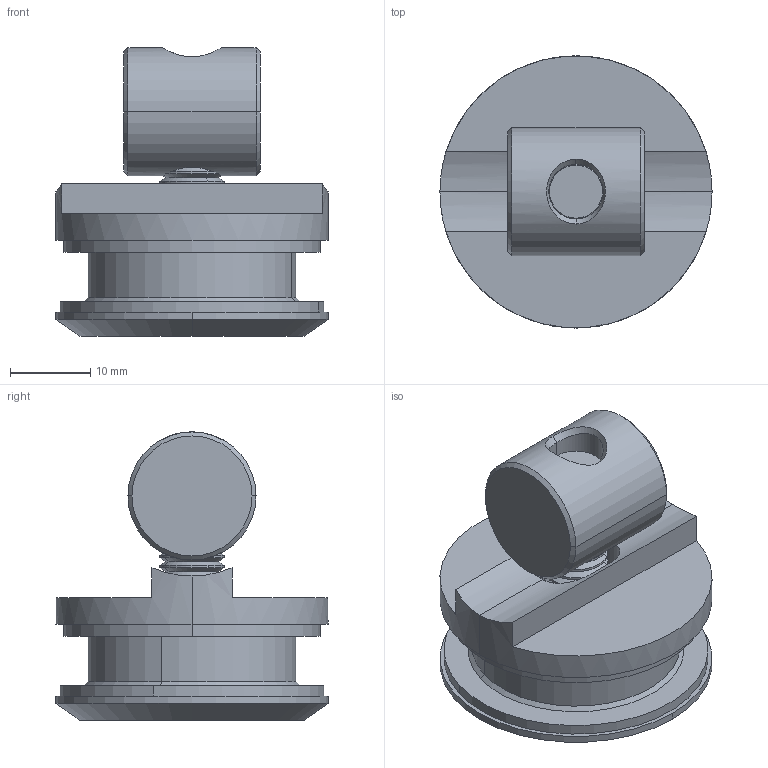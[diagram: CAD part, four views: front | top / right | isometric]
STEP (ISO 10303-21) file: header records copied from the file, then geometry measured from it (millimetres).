
FILE_DESCRIPTION (( 'STEP AP203' ), '1' );
FILE_NAME ('60821-240.STEP', '2018-07-26T13:26:54', ( '' ), ( '' ), 'SwSTEP 2.0', 'SolidWorks 2015', '' );
FILE_SCHEMA (( 'CONFIG_CONTROL_DESIGN' ));
Length unit declared in the file: millimetre
Products named in the file (7): 60821-240 Teil4_60821-240 Teil4; socket head cap screw_din_DIN 912 M8 x 20 --- 20S; 60821-240 Teil2_60821-240 Teil2; 60821-240 Teil5_60821-240 Teil5; 60821-240; 60821-240 Teil3_60821-240 Teil3; 60821-240 Teil1_60821-240 Teil1
Assembly tree (6 placements, depth 2):
  60821-240
    60821-240 Teil2_60821-240 Teil2
    60821-240 Teil1_60821-240 Teil1
    60821-240 Teil3_60821-240 Teil3
    60821-240 Teil4_60821-240 Teil4
    60821-240 Teil5_60821-240 Teil5
    socket head cap screw_din_DIN 912 M8 x 20 --- 20S
Bounding box: 34 x 34 x 36 mm (x, y, z)
Volume: 14520.8 mm3; surface area: 12399.1 mm2
Topology: 6 solids, 6 shells, 416 faces, 1045 edges, 669 vertices
Faces by surface type: plane 153, bspline 108, cone 82, cylinder 65, torus 8
Entity records: 22342 total; most frequent: CARTESIAN_POINT 12226, ORIENTED_EDGE 2078, DIRECTION 1685, EDGE_CURVE 1039, VERTEX_POINT 669, LINE 565, VECTOR 565, AXIS2_PLACEMENT_3D 560
